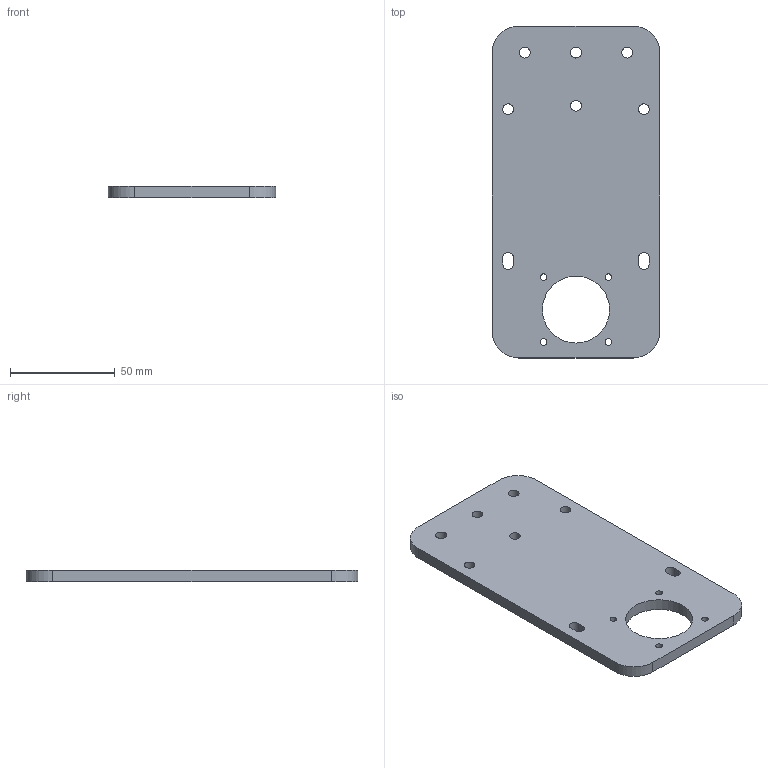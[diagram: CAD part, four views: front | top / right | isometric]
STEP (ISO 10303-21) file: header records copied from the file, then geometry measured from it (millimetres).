
FILE_DESCRIPTION(/* description */ (''),/* implementation_level */ '2;1');
FILE_NAME(/* name */ 'Y Plate Outer.stp',/* time_stamp */ '2018-01-29T18:55:36-08:00',/* author */ ('jdtag'),/* organization */ (''),/* preprocessor_version */ 'ST-DEVELOPER v16.13',/* originating_system */ 'Autodesk Inventor 2018',/* authorisation */ '');
FILE_SCHEMA (('AUTOMOTIVE_DESIGN { 1 0 10303 214 3 1 1 }'));
Length unit declared in the file: inch
Products named in the file (1): Y Plate Outer
Bounding box: 80.04 x 158.5 x 5.6 mm (x, y, z)
Volume: 64465.8 mm3; surface area: 27154 mm2
Topology: 1 solids, 1 shells, 29 faces, 81 edges, 54 vertices
Faces by surface type: cylinder 19, plane 10
Full cylindrical faces by diameter (mm): 3.108 x4, 5.2 x4, 5.207 x2, 32 x1
Entity records: 991 total; most frequent: DIRECTION 168, CARTESIAN_POINT 154, ORIENTED_EDGE 140, EDGE_CURVE 70, AXIS2_PLACEMENT_3D 68, EDGE_LOOP 66, VERTEX_POINT 54, CIRCLE 38
